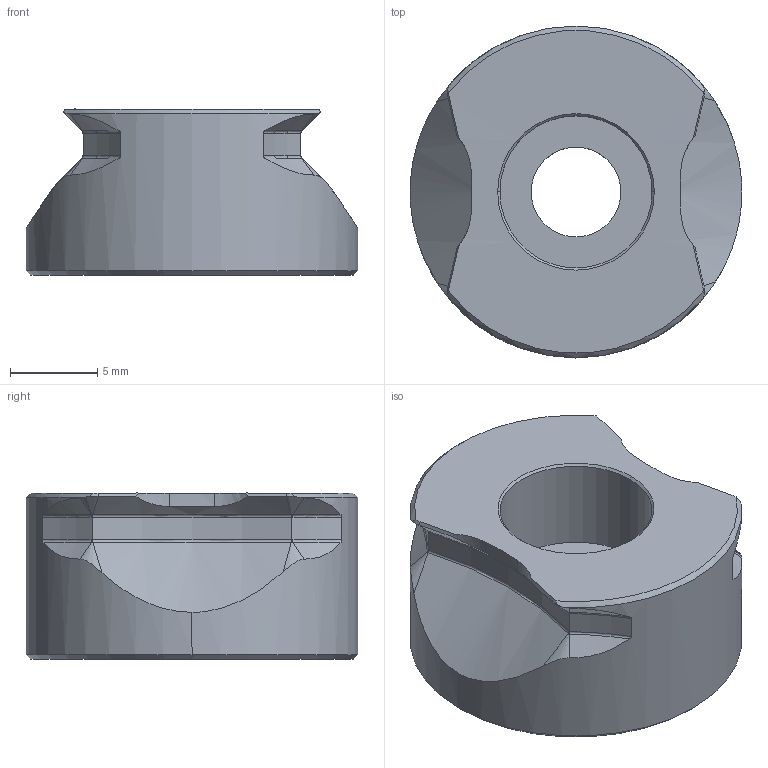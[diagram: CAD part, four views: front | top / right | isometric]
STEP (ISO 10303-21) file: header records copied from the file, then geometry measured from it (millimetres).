
FILE_DESCRIPTION (( 'STEP AP203' ), '1' );
FILE_NAME ('SW3dPS-32175.step', '2010-12-15T21:45:35', ( 'SysAdmin' ), ( 'SolidWorks' ), 'SwSTEP 2.0', 'SolidWorks 2011', '' );
FILE_SCHEMA (( 'CONFIG_CONTROL_DESIGN' ));
Length unit declared in the file: millimetre
Products named in the file (1): SW3dPS-32175
Bounding box: 19.05 x 19.05 x 9.53 mm (x, y, z)
Volume: 1960.9 mm3; surface area: 1273.7 mm2
Topology: 1 solids, 1 shells, 85 faces, 204 edges, 122 vertices
Faces by surface type: bspline 48, cylinder 26, cone 8, plane 3
Entity records: 3071 total; most frequent: CARTESIAN_POINT 1269, ORIENTED_EDGE 408, DIRECTION 302, EDGE_CURVE 204, AXIS2_PLACEMENT_3D 127, VERTEX_POINT 122, CIRCLE 89, EDGE_LOOP 88
